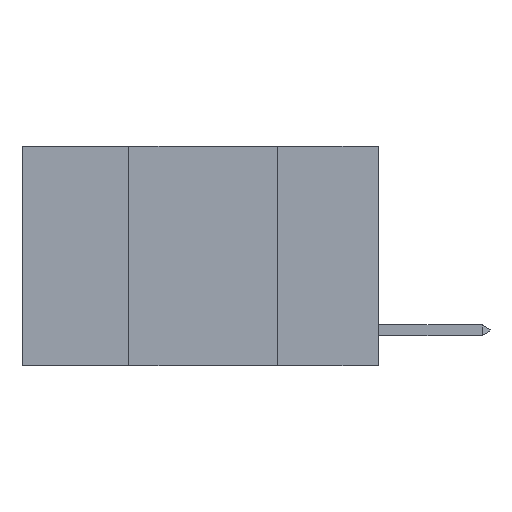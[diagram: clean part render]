
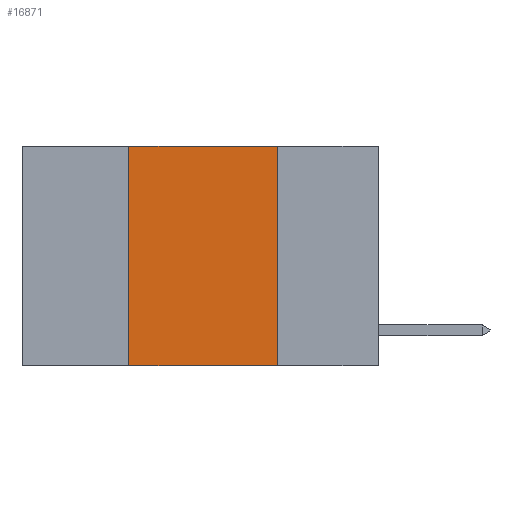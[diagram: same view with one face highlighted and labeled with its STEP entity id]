
A CAD part, left-side view. The second image highlights one B-rep face of the part: STEP entity #16871.
In plain terms, the highlighted planar face has unit normal (-1, 0, 0).
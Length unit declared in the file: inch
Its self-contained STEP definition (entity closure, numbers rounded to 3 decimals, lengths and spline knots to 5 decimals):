
#550 = DIRECTION ( 'NONE',  ( 0., 0., -1. ) ) ;
#685 = PLANE ( 'NONE',  #10305 ) ;
#1609 = EDGE_CURVE ( 'NONE', #5555, #22142, #24596, .T. ) ;
#3125 = VERTEX_POINT ( 'NONE', #17066 ) ;
#3168 = LINE ( 'NONE', #16263, #17129 ) ;
#3509 = CARTESIAN_POINT ( 'NONE',  ( 0., 0.17, 0. ) ) ;
#4017 = DIRECTION ( 'NONE',  ( 0., -1., 0. ) ) ;
#4814 = DIRECTION ( 'NONE',  ( 1., 0., 0. ) ) ;
#5360 = DIRECTION ( 'NONE',  ( 0., 0., 1. ) ) ;
#5555 = VERTEX_POINT ( 'NONE', #3509 ) ;
#6902 = LINE ( 'NONE', #25516, #8869 ) ;
#7010 = VECTOR ( 'NONE', #10132, 39.37008 ) ;
#7894 = CARTESIAN_POINT ( 'NONE',  ( 0., 0.6, -0.37 ) ) ;
#8869 = VECTOR ( 'NONE', #23862, 39.37008 ) ;
#10132 = DIRECTION ( 'NONE',  ( 0., 0., -1. ) ) ;
#10305 = AXIS2_PLACEMENT_3D ( 'NONE', #15711, #4814, #550 ) ;
#12598 = EDGE_CURVE ( 'NONE', #3125, #20698, #3168, .T. ) ;
#13531 = ORIENTED_EDGE ( 'NONE', *, *, #12598, .F. ) ;
#14154 = CARTESIAN_POINT ( 'NONE',  ( 0., 0.17, 0. ) ) ;
#15711 = CARTESIAN_POINT ( 'NONE',  ( 0., 0.6, 0. ) ) ;
#16263 = CARTESIAN_POINT ( 'NONE',  ( 0., 0.42, 0. ) ) ;
#16871 = ADVANCED_FACE ( 'NONE', ( #19732 ), #685, .F. ) ;
#17066 = CARTESIAN_POINT ( 'NONE',  ( 0., 0.42, -0.37 ) ) ;
#17129 = VECTOR ( 'NONE', #5360, 39.37008 ) ;
#17439 = EDGE_CURVE ( 'NONE', #3125, #22142, #26751, .T. ) ;
#18127 = CARTESIAN_POINT ( 'NONE',  ( 0., 0.17, -0.37 ) ) ;
#18324 = ORIENTED_EDGE ( 'NONE', *, *, #1609, .F. ) ;
#18690 = VECTOR ( 'NONE', #4017, 39.37008 ) ;
#19732 = FACE_OUTER_BOUND ( 'NONE', #21763, .T. ) ;
#20698 = VERTEX_POINT ( 'NONE', #21109 ) ;
#20860 = ORIENTED_EDGE ( 'NONE', *, *, #26897, .F. ) ;
#21109 = CARTESIAN_POINT ( 'NONE',  ( 0., 0.42, 0. ) ) ;
#21763 = EDGE_LOOP ( 'NONE', ( #18324, #20860, #13531, #23952 ) ) ;
#22142 = VERTEX_POINT ( 'NONE', #18127 ) ;
#23862 = DIRECTION ( 'NONE',  ( 0., -1., 0. ) ) ;
#23952 = ORIENTED_EDGE ( 'NONE', *, *, #17439, .T. ) ;
#24596 = LINE ( 'NONE', #14154, #7010 ) ;
#25516 = CARTESIAN_POINT ( 'NONE',  ( 0., 0.6, 0. ) ) ;
#26751 = LINE ( 'NONE', #7894, #18690 ) ;
#26897 = EDGE_CURVE ( 'NONE', #20698, #5555, #6902, .T. ) ;
